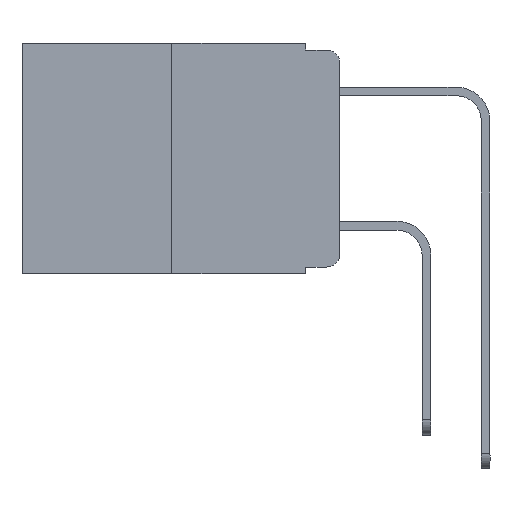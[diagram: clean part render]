
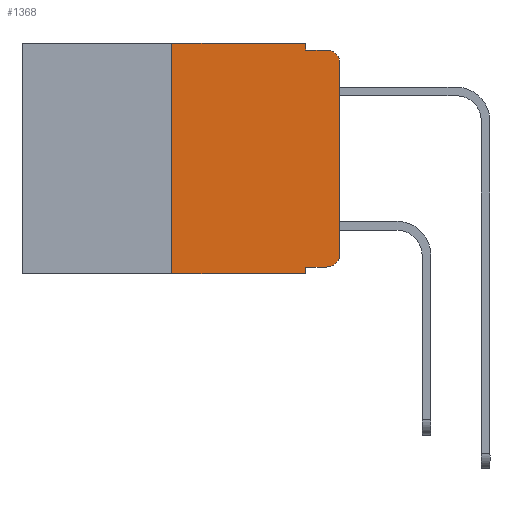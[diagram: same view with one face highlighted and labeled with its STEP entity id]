
A CAD part, left-side view. The second image highlights one B-rep face of the part: STEP entity #1368.
In plain terms, the highlighted planar face has unit normal (-1, 0, 0).
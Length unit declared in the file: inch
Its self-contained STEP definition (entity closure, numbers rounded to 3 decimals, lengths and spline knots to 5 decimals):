
#174 = VECTOR ( 'NONE', #9081, 39.37008 ) ;
#496 = EDGE_CURVE ( 'NONE', #16392, #6229, #3114, .T. ) ;
#529 = DIRECTION ( 'NONE',  ( 0., 0., 1. ) ) ;
#568 = DIRECTION ( 'NONE',  ( 0., 0., -1. ) ) ;
#830 = VECTOR ( 'NONE', #7275, 39.37008 ) ;
#885 = VERTEX_POINT ( 'NONE', #10590 ) ;
#912 = DIRECTION ( 'NONE',  ( 0., 0., 1. ) ) ;
#1120 = PLANE ( 'NONE',  #15595 ) ;
#1172 = ORIENTED_EDGE ( 'NONE', *, *, #18218, .T. ) ;
#1211 = LINE ( 'NONE', #9216, #13572 ) ;
#1221 = CARTESIAN_POINT ( 'NONE',  ( 0., 0.473, 0. ) ) ;
#1368 = ADVANCED_FACE ( 'NONE', ( #16876 ), #1120, .F. ) ;
#2233 = VERTEX_POINT ( 'NONE', #7454 ) ;
#2344 = VECTOR ( 'NONE', #568, 39.37008 ) ;
#2841 = AXIS2_PLACEMENT_3D ( 'NONE', #13314, #16183, #8447 ) ;
#2859 = CARTESIAN_POINT ( 'NONE',  ( 0., 0.473, 0. ) ) ;
#2910 = CARTESIAN_POINT ( 'NONE',  ( 0., 0.051, 0. ) ) ;
#2986 = VERTEX_POINT ( 'NONE', #19100 ) ;
#3114 = LINE ( 'NONE', #2910, #174 ) ;
#3981 = LINE ( 'NONE', #19717, #17131 ) ;
#4041 = CARTESIAN_POINT ( 'NONE',  ( 0., 0.473, -0.343 ) ) ;
#4284 = VERTEX_POINT ( 'NONE', #9767 ) ;
#4290 = EDGE_LOOP ( 'NONE', ( #1172, #16667, #12457, #8830, #4548, #4892, #16748, #13891, #18976, #17094 ) ) ;
#4548 = ORIENTED_EDGE ( 'NONE', *, *, #15284, .F. ) ;
#4782 = EDGE_CURVE ( 'NONE', #10606, #2233, #14788, .T. ) ;
#4892 = ORIENTED_EDGE ( 'NONE', *, *, #6187, .F. ) ;
#5210 = CARTESIAN_POINT ( 'NONE',  ( 0., 0., 0. ) ) ;
#5451 = LINE ( 'NONE', #12855, #2344 ) ;
#5943 = VECTOR ( 'NONE', #18449, 39.37008 ) ;
#6187 = EDGE_CURVE ( 'NONE', #4284, #885, #3981, .T. ) ;
#6229 = VERTEX_POINT ( 'NONE', #19517 ) ;
#6649 = VECTOR ( 'NONE', #10248, 39.37008 ) ;
#7186 = VERTEX_POINT ( 'NONE', #11900 ) ;
#7211 = DIRECTION ( 'NONE',  ( 0., 0., -1. ) ) ;
#7275 = DIRECTION ( 'NONE',  ( 0., -1., 0. ) ) ;
#7364 = VECTOR ( 'NONE', #529, 39.37008 ) ;
#7378 = EDGE_CURVE ( 'NONE', #16392, #7186, #1211, .T. ) ;
#7454 = CARTESIAN_POINT ( 'NONE',  ( 0., 0.02, -0.01 ) ) ;
#8356 = CARTESIAN_POINT ( 'NONE',  ( 0., 0., -0.03 ) ) ;
#8447 = DIRECTION ( 'NONE',  ( 0., 0., -1. ) ) ;
#8830 = ORIENTED_EDGE ( 'NONE', *, *, #10216, .F. ) ;
#9073 = LINE ( 'NONE', #9271, #5943 ) ;
#9081 = DIRECTION ( 'NONE',  ( 0., 0., -1. ) ) ;
#9216 = CARTESIAN_POINT ( 'NONE',  ( 0., 0.051, -0.333 ) ) ;
#9271 = CARTESIAN_POINT ( 'NONE',  ( 0., 0.051, -0.01 ) ) ;
#9767 = CARTESIAN_POINT ( 'NONE',  ( 0., 0.25, -0.343 ) ) ;
#10128 = DIRECTION ( 'NONE',  ( 0., 0., -1. ) ) ;
#10216 = EDGE_CURVE ( 'NONE', #13869, #11738, #5451, .T. ) ;
#10248 = DIRECTION ( 'NONE',  ( 0., -1., 0. ) ) ;
#10590 = CARTESIAN_POINT ( 'NONE',  ( 0., 0.25, 0. ) ) ;
#10606 = VERTEX_POINT ( 'NONE', #8356 ) ;
#10756 = DIRECTION ( 'NONE',  ( 0., -1., 0. ) ) ;
#11738 = VERTEX_POINT ( 'NONE', #12421 ) ;
#11750 = CARTESIAN_POINT ( 'NONE',  ( 0., 0.02, -0.03 ) ) ;
#11900 = CARTESIAN_POINT ( 'NONE',  ( 0., 0.02, -0.333 ) ) ;
#11907 = CIRCLE ( 'NONE', #2841, 0.02 ) ;
#12176 = DIRECTION ( 'NONE',  ( 1., 0., 0. ) ) ;
#12421 = CARTESIAN_POINT ( 'NONE',  ( 0., 0.051, -0.01 ) ) ;
#12457 = ORIENTED_EDGE ( 'NONE', *, *, #13169, .F. ) ;
#12728 = LINE ( 'NONE', #5210, #7364 ) ;
#12835 = AXIS2_PLACEMENT_3D ( 'NONE', #11750, #17863, #10128 ) ;
#12855 = CARTESIAN_POINT ( 'NONE',  ( 0., 0.051, 0. ) ) ;
#13169 = EDGE_CURVE ( 'NONE', #11738, #2233, #9073, .T. ) ;
#13192 = LINE ( 'NONE', #1221, #6649 ) ;
#13257 = LINE ( 'NONE', #4041, #830 ) ;
#13314 = CARTESIAN_POINT ( 'NONE',  ( 0., 0.02, -0.313 ) ) ;
#13572 = VECTOR ( 'NONE', #10756, 39.37008 ) ;
#13860 = CARTESIAN_POINT ( 'NONE',  ( 0., 0.051, -0.333 ) ) ;
#13869 = VERTEX_POINT ( 'NONE', #14926 ) ;
#13891 = ORIENTED_EDGE ( 'NONE', *, *, #496, .F. ) ;
#14788 = CIRCLE ( 'NONE', #12835, 0.02 ) ;
#14926 = CARTESIAN_POINT ( 'NONE',  ( 0., 0.051, 0. ) ) ;
#15284 = EDGE_CURVE ( 'NONE', #885, #13869, #13192, .T. ) ;
#15595 = AXIS2_PLACEMENT_3D ( 'NONE', #2859, #12176, #7211 ) ;
#16169 = EDGE_CURVE ( 'NONE', #4284, #6229, #13257, .T. ) ;
#16183 = DIRECTION ( 'NONE',  ( -1., 0., 0. ) ) ;
#16392 = VERTEX_POINT ( 'NONE', #13860 ) ;
#16667 = ORIENTED_EDGE ( 'NONE', *, *, #4782, .T. ) ;
#16748 = ORIENTED_EDGE ( 'NONE', *, *, #16169, .T. ) ;
#16876 = FACE_OUTER_BOUND ( 'NONE', #4290, .T. ) ;
#17094 = ORIENTED_EDGE ( 'NONE', *, *, #18312, .T. ) ;
#17131 = VECTOR ( 'NONE', #912, 39.37008 ) ;
#17863 = DIRECTION ( 'NONE',  ( -1., 0., 0. ) ) ;
#18218 = EDGE_CURVE ( 'NONE', #2986, #10606, #12728, .T. ) ;
#18312 = EDGE_CURVE ( 'NONE', #7186, #2986, #11907, .T. ) ;
#18449 = DIRECTION ( 'NONE',  ( 0., -1., 0. ) ) ;
#18976 = ORIENTED_EDGE ( 'NONE', *, *, #7378, .T. ) ;
#19100 = CARTESIAN_POINT ( 'NONE',  ( 0., 0., -0.313 ) ) ;
#19517 = CARTESIAN_POINT ( 'NONE',  ( 0., 0.051, -0.343 ) ) ;
#19717 = CARTESIAN_POINT ( 'NONE',  ( 0., 0.25, 0. ) ) ;
